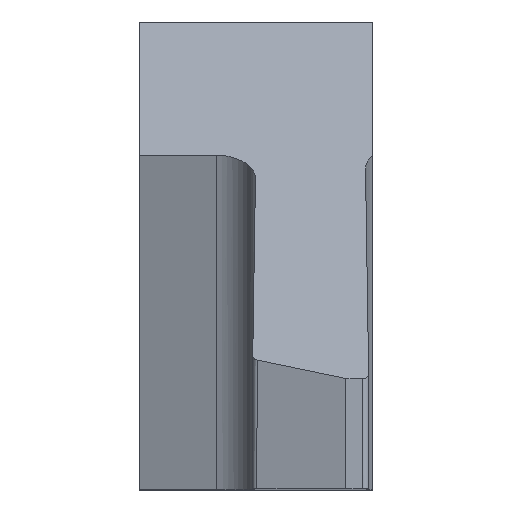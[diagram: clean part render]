
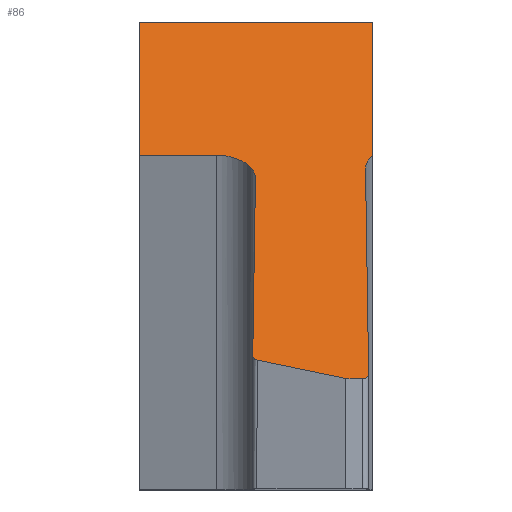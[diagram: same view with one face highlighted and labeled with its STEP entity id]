
A CAD part, top view. The second image highlights one B-rep face of the part: STEP entity #86.
In plain terms, the highlighted planar face has unit normal (0, 0.819, 0.574).
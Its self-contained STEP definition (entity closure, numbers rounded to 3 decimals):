
#19 = CARTESIAN_POINT ( 'NONE',  ( 2.911, -1.589, 7.499 ) ) ;
#24 = LINE ( 'NONE', #1330, #32 ) ;
#25 = CARTESIAN_POINT ( 'NONE',  ( 3., 3., 0.946 ) ) ;
#32 = VECTOR ( 'NONE', #800, 1000. ) ;
#47 = DIRECTION ( 'NONE',  ( -1., 0., 0. ) ) ;
#86 = ADVANCED_FACE ( 'NONE', ( #404 ), #889, .F. ) ;
#112 = DIRECTION ( 'NONE',  ( -1., 0., 0. ) ) ;
#119 = CARTESIAN_POINT ( 'NONE',  ( 1.458, -1.294, 7.078 ) ) ;
#124 = VERTEX_POINT ( 'NONE', #639 ) ;
#134 = VECTOR ( 'NONE', #830, 1000. ) ;
#138 = LINE ( 'NONE', #270, #134 ) ;
#145 = CARTESIAN_POINT ( 'NONE',  ( 1.458, -1.294, 7.078 ) ) ;
#156 = CARTESIAN_POINT ( 'NONE',  ( 3.013, -1.59, 7.502 ) ) ;
#188 = CARTESIAN_POINT ( 'NONE',  ( 1.458, -1.294, 7.078 ) ) ;
#198 = CARTESIAN_POINT ( 'NONE',  ( 2.863, -1.588, 7.498 ) ) ;
#202 = VECTOR ( 'NONE', #240, 1000. ) ;
#203 = LINE ( 'NONE', #959, #202 ) ;
#205 = CARTESIAN_POINT ( 'NONE',  ( 2.863, -1.588, 7.498 ) ) ;
#208 = CARTESIAN_POINT ( 'NONE',  ( 3., 1.287, 3.393 ) ) ;
#217 = VERTEX_POINT ( 'NONE', #1289 ) ;
#240 = DIRECTION ( 'NONE',  ( 0.009, 0.574, -0.819 ) ) ;
#242 = LINE ( 'NONE', #25, #245 ) ;
#245 = VECTOR ( 'NONE', #47, 1000. ) ;
#246 = CARTESIAN_POINT ( 'NONE',  ( 1.458, -1.293, 7.077 ) ) ;
#254 = CARTESIAN_POINT ( 'NONE',  ( 2.945, -1.565, 7.466 ) ) ;
#259 = VECTOR ( 'NONE', #1192, 1000. ) ;
#261 = CARTESIAN_POINT ( 'NONE',  ( 3., 1.286, 3.394 ) ) ;
#262 =( BOUNDED_CURVE ( )  B_SPLINE_CURVE ( 3, ( #466, #470, #446, #441 ),
 .UNSPECIFIED., .F., .F. ) 
 B_SPLINE_CURVE_WITH_KNOTS ( ( 4, 4 ),
 ( 1.566, 1.575 ),
 .UNSPECIFIED. ) 
 CURVE ( )  GEOMETRIC_REPRESENTATION_ITEM ( )  RATIONAL_B_SPLINE_CURVE ( ( 1., 1., 1., 1. ) ) 
 REPRESENTATION_ITEM ( '' )  );
#270 = CARTESIAN_POINT ( 'NONE',  ( 3., -1.824, 7.835 ) ) ;
#278 = LINE ( 'NONE', #156, #259 ) ;
#297 = VECTOR ( 'NONE', #112, 1000. ) ;
#301 =( BOUNDED_CURVE ( )  B_SPLINE_CURVE ( 3, ( #1041, #1029, #1072, #1065 ),
 .UNSPECIFIED., .F., .F. ) 
 B_SPLINE_CURVE_WITH_KNOTS ( ( 4, 4 ),
 ( 0.284, 1.567 ),
 .UNSPECIFIED. ) 
 CURVE ( )  GEOMETRIC_REPRESENTATION_ITEM ( )  RATIONAL_B_SPLINE_CURVE ( ( 1., 0.868, 0.868, 1. ) ) 
 REPRESENTATION_ITEM ( '' )  );
#302 = LINE ( 'NONE', #208, #297 ) ;
#308 = VECTOR ( 'NONE', #449, 1000. ) ;
#310 = LINE ( 'NONE', #488, #308 ) ;
#313 = CARTESIAN_POINT ( 'NONE',  ( 2.905, 1.107, 3.649 ) ) ;
#333 = CARTESIAN_POINT ( 'NONE',  ( 3., 1.286, 3.394 ) ) ;
#342 = DIRECTION ( 'NONE',  ( 0.009, -0.574, 0.819 ) ) ;
#344 = CARTESIAN_POINT ( 'NONE',  ( 2.937, 1.234, 3.468 ) ) ;
#360 = CARTESIAN_POINT ( 'NONE',  ( 2.904, 1.172, 3.556 ) ) ;
#404 = FACE_OUTER_BOUND ( 'NONE', #431, .T. ) ;
#431 = EDGE_LOOP ( 'NONE', ( #813, #820, #825, #828, #837, #842, #843, #1140, #1137, #1151, #1155, #1147, #1161, #967 ) ) ;
#441 = CARTESIAN_POINT ( 'NONE',  ( 2.945, -1.532, 7.418 ) ) ;
#446 = CARTESIAN_POINT ( 'NONE',  ( 2.945, -1.531, 7.418 ) ) ;
#447 = CARTESIAN_POINT ( 'NONE',  ( 1.458, -1.294, 7.078 ) ) ;
#449 = DIRECTION ( 'NONE',  ( 0., 0.574, -0.819 ) ) ;
#462 = CARTESIAN_POINT ( 'NONE',  ( 2.95, -1.824, 7.835 ) ) ;
#463 =( BOUNDED_CURVE ( )  B_SPLINE_CURVE ( 3, ( #119, #447, #188, #246 ),
 .UNSPECIFIED., .F., .F. ) 
 B_SPLINE_CURVE_WITH_KNOTS ( ( 4, 4 ),
 ( 1.567, 1.575 ),
 .UNSPECIFIED. ) 
 CURVE ( )  GEOMETRIC_REPRESENTATION_ITEM ( )  RATIONAL_B_SPLINE_CURVE ( ( 1., 1., 1., 1. ) ) 
 REPRESENTATION_ITEM ( '' )  );
#466 = CARTESIAN_POINT ( 'NONE',  ( 2.945, -1.531, 7.417 ) ) ;
#470 = CARTESIAN_POINT ( 'NONE',  ( 2.945, -1.531, 7.417 ) ) ;
#488 = CARTESIAN_POINT ( 'NONE',  ( 0., -1.824, 7.835 ) ) ;
#501 = VERTEX_POINT ( 'NONE', #811 ) ;
#510 = VERTEX_POINT ( 'NONE', #607 ) ;
#525 = EDGE_CURVE ( 'NONE', #501, #1018, #262, .T. ) ;
#526 = EDGE_CURVE ( 'NONE', #217, #510, #310, .T. ) ;
#528 = EDGE_CURVE ( 'NONE', #827, #501, #758, .T. ) ;
#529 = EDGE_CURVE ( 'NONE', #535, #827, #949, .T. ) ;
#535 = VERTEX_POINT ( 'NONE', #261 ) ;
#540 = VERTEX_POINT ( 'NONE', #198 ) ;
#549 = EDGE_CURVE ( 'NONE', #883, #217, #302, .T. ) ;
#555 = CARTESIAN_POINT ( 'NONE',  ( 1.496, 1.161, 3.572 ) ) ;
#576 = VERTEX_POINT ( 'NONE', #616 ) ;
#599 = VERTEX_POINT ( 'NONE', #1210 ) ;
#607 = CARTESIAN_POINT ( 'NONE',  ( 0., 3., 0.946 ) ) ;
#616 = CARTESIAN_POINT ( 'NONE',  ( 2.654, -1.584, 7.492 ) ) ;
#639 = CARTESIAN_POINT ( 'NONE',  ( 1.458, -1.293, 7.077 ) ) ;
#650 = EDGE_CURVE ( 'NONE', #540, #576, #278, .T. ) ;
#661 = EDGE_CURVE ( 'NONE', #779, #124, #463, .T. ) ;
#697 =( BOUNDED_CURVE ( )  B_SPLINE_CURVE ( 3, ( #1024, #254, #19, #205 ),
 .UNSPECIFIED., .F., .F. ) 
 B_SPLINE_CURVE_WITH_KNOTS ( ( 4, 4 ),
 ( 1.575, 3.172 ),
 .UNSPECIFIED. ) 
 CURVE ( )  GEOMETRIC_REPRESENTATION_ITEM ( )  RATIONAL_B_SPLINE_CURVE ( ( 1., 0.799, 0.799, 1. ) ) 
 REPRESENTATION_ITEM ( '' )  );
#726 = AXIS2_PLACEMENT_3D ( 'NONE', #1198, #1000, #992 ) ;
#743 = EDGE_CURVE ( 'NONE', #1184, #883, #913, .T. ) ;
#758 = LINE ( 'NONE', #462, #955 ) ;
#767 = EDGE_CURVE ( 'NONE', #599, #510, #242, .T. ) ;
#779 = VERTEX_POINT ( 'NONE', #145 ) ;
#800 = DIRECTION ( 'NONE',  ( -0.94, 0.195, -0.279 ) ) ;
#811 = CARTESIAN_POINT ( 'NONE',  ( 2.945, -1.531, 7.417 ) ) ;
#813 = ORIENTED_EDGE ( 'NONE', *, *, #743, .F. ) ;
#820 = ORIENTED_EDGE ( 'NONE', *, *, #902, .F. ) ;
#825 = ORIENTED_EDGE ( 'NONE', *, *, #661, .F. ) ;
#827 = VERTEX_POINT ( 'NONE', #1287 ) ;
#828 = ORIENTED_EDGE ( 'NONE', *, *, #1239, .F. ) ;
#830 = DIRECTION ( 'NONE',  ( 0., 0.574, -0.819 ) ) ;
#837 = ORIENTED_EDGE ( 'NONE', *, *, #1108, .F. ) ;
#842 = ORIENTED_EDGE ( 'NONE', *, *, #650, .F. ) ;
#843 = ORIENTED_EDGE ( 'NONE', *, *, #998, .F. ) ;
#872 = VERTEX_POINT ( 'NONE', #1162 ) ;
#883 = VERTEX_POINT ( 'NONE', #1166 ) ;
#889 = PLANE ( 'NONE',  #726 ) ;
#902 = EDGE_CURVE ( 'NONE', #124, #1184, #203, .T. ) ;
#913 =( BOUNDED_CURVE ( )  B_SPLINE_CURVE ( 3, ( #1341, #555, #1288, #1333 ),
 .UNSPECIFIED., .F., .F. ) 
 B_SPLINE_CURVE_WITH_KNOTS ( ( 4, 4 ),
 ( 1.562, 3.142 ),
 .UNSPECIFIED. ) 
 CURVE ( )  GEOMETRIC_REPRESENTATION_ITEM ( )  RATIONAL_B_SPLINE_CURVE ( ( 1., 0.803, 0.803, 1. ) ) 
 REPRESENTATION_ITEM ( '' )  );
#949 =( BOUNDED_CURVE ( )  B_SPLINE_CURVE ( 3, ( #333, #344, #360, #313 ),
 .UNSPECIFIED., .F., .T. ) 
 B_SPLINE_CURVE_WITH_KNOTS ( ( 4, 4 ),
 ( 0.943, 1.58 ),
 .UNSPECIFIED. ) 
 CURVE ( )  GEOMETRIC_REPRESENTATION_ITEM ( )  RATIONAL_B_SPLINE_CURVE ( ( 1., 0.966, 0.966, 1. ) ) 
 REPRESENTATION_ITEM ( '' )  );
#955 = VECTOR ( 'NONE', #342, 1000. ) ;
#959 = CARTESIAN_POINT ( 'NONE',  ( 1.45, -1.816, 7.824 ) ) ;
#965 = CARTESIAN_POINT ( 'NONE',  ( 1.493, 0.984, 3.825 ) ) ;
#967 = ORIENTED_EDGE ( 'NONE', *, *, #549, .F. ) ;
#992 = DIRECTION ( 'NONE',  ( 0., -0.574, 0.819 ) ) ;
#998 = EDGE_CURVE ( 'NONE', #1018, #540, #697, .T. ) ;
#1000 = DIRECTION ( 'NONE',  ( 0., -0.819, -0.574 ) ) ;
#1012 = EDGE_CURVE ( 'NONE', #535, #599, #138, .T. ) ;
#1018 = VERTEX_POINT ( 'NONE', #1258 ) ;
#1024 = CARTESIAN_POINT ( 'NONE',  ( 2.945, -1.532, 7.418 ) ) ;
#1029 = CARTESIAN_POINT ( 'NONE',  ( 1.48, -1.34, 7.144 ) ) ;
#1041 = CARTESIAN_POINT ( 'NONE',  ( 1.515, -1.348, 7.155 ) ) ;
#1065 = CARTESIAN_POINT ( 'NONE',  ( 1.458, -1.294, 7.078 ) ) ;
#1072 = CARTESIAN_POINT ( 'NONE',  ( 1.458, -1.32, 7.115 ) ) ;
#1108 = EDGE_CURVE ( 'NONE', #576, #872, #24, .T. ) ;
#1137 = ORIENTED_EDGE ( 'NONE', *, *, #528, .F. ) ;
#1140 = ORIENTED_EDGE ( 'NONE', *, *, #525, .F. ) ;
#1147 = ORIENTED_EDGE ( 'NONE', *, *, #767, .T. ) ;
#1151 = ORIENTED_EDGE ( 'NONE', *, *, #529, .F. ) ;
#1155 = ORIENTED_EDGE ( 'NONE', *, *, #1012, .T. ) ;
#1161 = ORIENTED_EDGE ( 'NONE', *, *, #526, .F. ) ;
#1162 = CARTESIAN_POINT ( 'NONE',  ( 1.515, -1.348, 7.155 ) ) ;
#1166 = CARTESIAN_POINT ( 'NONE',  ( 0.993, 1.287, 3.393 ) ) ;
#1184 = VERTEX_POINT ( 'NONE', #965 ) ;
#1192 = DIRECTION ( 'NONE',  ( -0.999, 0.018, -0.026 ) ) ;
#1198 = CARTESIAN_POINT ( 'NONE',  ( 3., -1.824, 7.835 ) ) ;
#1210 = CARTESIAN_POINT ( 'NONE',  ( 3., 3., 0.946 ) ) ;
#1239 = EDGE_CURVE ( 'NONE', #872, #779, #301, .T. ) ;
#1258 = CARTESIAN_POINT ( 'NONE',  ( 2.945, -1.532, 7.418 ) ) ;
#1287 = CARTESIAN_POINT ( 'NONE',  ( 2.905, 1.107, 3.649 ) ) ;
#1288 = CARTESIAN_POINT ( 'NONE',  ( 1.288, 1.287, 3.393 ) ) ;
#1289 = CARTESIAN_POINT ( 'NONE',  ( 0., 1.287, 3.393 ) ) ;
#1330 = CARTESIAN_POINT ( 'NONE',  ( 5.598, -2.195, 8.365 ) ) ;
#1333 = CARTESIAN_POINT ( 'NONE',  ( 0.993, 1.287, 3.393 ) ) ;
#1341 = CARTESIAN_POINT ( 'NONE',  ( 1.493, 0.984, 3.825 ) ) ;
